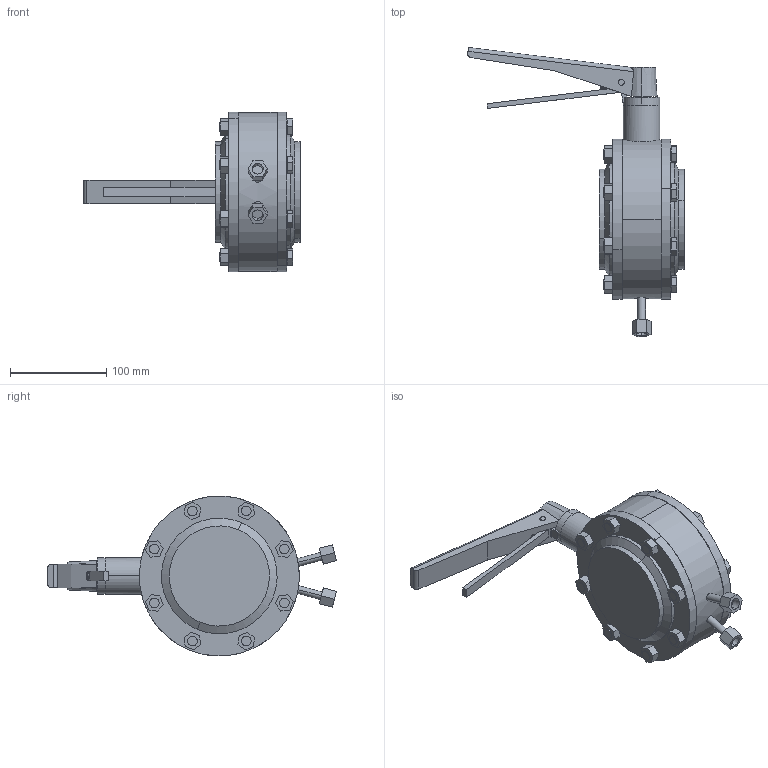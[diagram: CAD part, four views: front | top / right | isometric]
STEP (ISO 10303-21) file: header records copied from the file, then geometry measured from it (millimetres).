
FILE_DESCRIPTION (( 'STEP AP214' ), '1' );
FILE_NAME ('4367100xxx-xxx.STEP', '2014-03-07T07:32:31', ( 'install' ), ( 'Microsoft' ), 'SwSTEP 2.0', 'SolidWorks 2013', '' );
FILE_SCHEMA (( 'AUTOMOTIVE_DESIGN' ));
Length unit declared in the file: millimetre
Products named in the file (3): 4367100xxx-xxx; Group2^Leckage-Scheibenventil-+-4367100130-041DEF_-; Group1^Leckage-Scheibenventil-+-4367100130-041DEF_-
Assembly tree (2 placements, depth 2):
  4367100xxx-xxx
    Group1^Leckage-Scheibenventil-+-4367100130-041DEF_-
    Group2^Leckage-Scheibenventil-+-4367100130-041DEF_-
Bounding box: 224.65 x 299.72 x 165.84 mm (x, y, z)
Volume: 1744853.6 mm3; surface area: 121044.3 mm2
Topology: 2 solids, 2 shells, 315 faces, 742 edges, 468 vertices
Faces by surface type: plane 228, cylinder 69, cone 7, bspline 6, torus 5
Entity records: 11747 total; most frequent: CARTESIAN_POINT 4298, DIRECTION 1513, ORIENTED_EDGE 1480, EDGE_CURVE 740, VECTOR 505, LINE 505, AXIS2_PLACEMENT_3D 504, VERTEX_POINT 468
